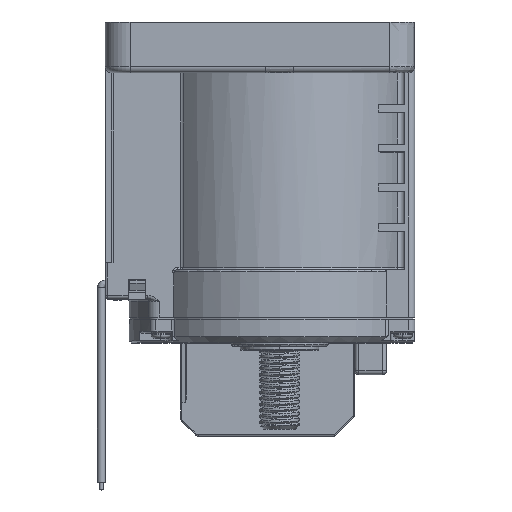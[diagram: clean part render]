
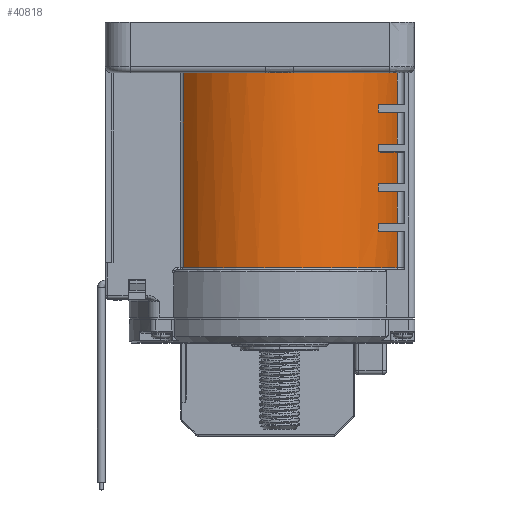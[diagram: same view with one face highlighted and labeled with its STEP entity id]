
A CAD part, top view. The second image highlights one B-rep face of the part: STEP entity #40818.
In plain terms, the highlighted cylindrical face has radius 32 mm (diameter 64 mm), a partial arc.
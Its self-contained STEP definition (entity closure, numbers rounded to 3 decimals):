
#7321=CARTESIAN_POINT('',(0.,54.35,0.));
#7322=DIRECTION('',(0.,1.,0.));
#7323=DIRECTION('',(-0.761,0.,0.648));
#7324=AXIS2_PLACEMENT_3D('',#7321,#7322,#7323);
#8738=DIRECTION('',(0.,1.,0.));
#8739=VECTOR('',#8738,49.2);
#8740=CARTESIAN_POINT('',(-24.359,5.15,20.752));
#8741=LINE('',#8740,#8739);
#8742=DIRECTION('',(0.,-1.,0.));
#8743=VECTOR('',#8742,2.);
#8744=CARTESIAN_POINT('',(24.94,46.35,20.05));
#8745=LINE('',#8744,#8743);
#8746=DIRECTION('',(0.,-1.,0.));
#8747=VECTOR('',#8746,2.);
#8748=CARTESIAN_POINT('',(24.94,36.35,20.05));
#8749=LINE('',#8748,#8747);
#8750=DIRECTION('',(0.,-1.,0.));
#8751=VECTOR('',#8750,2.);
#8752=CARTESIAN_POINT('',(24.94,26.35,20.05));
#8753=LINE('',#8752,#8751);
#8754=DIRECTION('',(0.,-1.,0.));
#8755=VECTOR('',#8754,2.);
#8756=CARTESIAN_POINT('',(24.94,16.35,20.05));
#8757=LINE('',#8756,#8755);
#8768=CARTESIAN_POINT('',(0.,54.35,0.));
#8769=DIRECTION('',(0.,1.,0.));
#8770=DIRECTION('',(0.,0.,1.));
#8771=AXIS2_PLACEMENT_3D('',#8768,#8769,#8770);
#8773=CARTESIAN_POINT('',(0.,54.35,0.));
#8774=DIRECTION('',(0.,1.,0.));
#8775=DIRECTION('',(-0.112,0.,0.994));
#8776=AXIS2_PLACEMENT_3D('',#8773,#8774,#8775);
#8884=CARTESIAN_POINT('',(0.,54.35,0.));
#8885=DIRECTION('',(0.,1.,0.));
#8886=DIRECTION('',(0.112,0.,0.994));
#8887=AXIS2_PLACEMENT_3D('',#8884,#8885,#8886);
#8984=CARTESIAN_POINT('',(0.,5.15,0.));
#8985=DIRECTION('',(0.,-1.,0.));
#8986=DIRECTION('',(0.,0.,1.));
#8987=AXIS2_PLACEMENT_3D('',#8984,#8985,#8986);
#8989=CARTESIAN_POINT('',(0.,5.15,0.));
#8990=DIRECTION('',(0.,-1.,0.));
#8991=DIRECTION('',(0.927,0.,0.374));
#8992=AXIS2_PLACEMENT_3D('',#8989,#8990,#8991);
#9116=DIRECTION('',(0.,-1.,0.));
#9117=VECTOR('',#9116,9.2);
#9118=CARTESIAN_POINT('',(29.673,14.35,11.98));
#9119=LINE('',#9118,#9117);
#9125=CARTESIAN_POINT('',(0.,14.35,0.));
#9126=DIRECTION('',(0.,1.,0.));
#9127=DIRECTION('',(0.779,0.,0.627));
#9128=AXIS2_PLACEMENT_3D('',#9125,#9126,#9127);
#9157=CARTESIAN_POINT('',(0.,16.35,0.));
#9158=DIRECTION('',(0.,1.,0.));
#9159=DIRECTION('',(0.779,0.,0.627));
#9160=AXIS2_PLACEMENT_3D('',#9157,#9158,#9159);
#9167=DIRECTION('',(0.,-1.,0.));
#9168=VECTOR('',#9167,8.);
#9169=CARTESIAN_POINT('',(29.673,24.35,11.98));
#9170=LINE('',#9169,#9168);
#9180=CARTESIAN_POINT('',(0.,24.35,0.));
#9181=DIRECTION('',(0.,1.,0.));
#9182=DIRECTION('',(0.779,0.,0.627));
#9183=AXIS2_PLACEMENT_3D('',#9180,#9181,#9182);
#9215=CARTESIAN_POINT('',(0.,26.35,0.));
#9216=DIRECTION('',(0.,1.,0.));
#9217=DIRECTION('',(0.779,0.,0.627));
#9218=AXIS2_PLACEMENT_3D('',#9215,#9216,#9217);
#9225=DIRECTION('',(0.,-1.,0.));
#9226=VECTOR('',#9225,8.);
#9227=CARTESIAN_POINT('',(29.673,34.35,11.98));
#9228=LINE('',#9227,#9226);
#9238=CARTESIAN_POINT('',(0.,34.35,0.));
#9239=DIRECTION('',(0.,1.,0.));
#9240=DIRECTION('',(0.779,0.,0.627));
#9241=AXIS2_PLACEMENT_3D('',#9238,#9239,#9240);
#9273=CARTESIAN_POINT('',(0.,36.35,0.));
#9274=DIRECTION('',(0.,1.,0.));
#9275=DIRECTION('',(0.779,0.,0.627));
#9276=AXIS2_PLACEMENT_3D('',#9273,#9274,#9275);
#9283=DIRECTION('',(0.,-1.,0.));
#9284=VECTOR('',#9283,8.);
#9285=CARTESIAN_POINT('',(29.673,44.35,11.98));
#9286=LINE('',#9285,#9284);
#9296=CARTESIAN_POINT('',(0.,44.35,0.));
#9297=DIRECTION('',(0.,1.,0.));
#9298=DIRECTION('',(0.779,0.,0.627));
#9299=AXIS2_PLACEMENT_3D('',#9296,#9297,#9298);
#9335=CARTESIAN_POINT('',(0.,46.35,0.));
#9336=DIRECTION('',(0.,1.,0.));
#9337=DIRECTION('',(0.779,0.,0.627));
#9338=AXIS2_PLACEMENT_3D('',#9335,#9336,#9337);
#9345=DIRECTION('',(0.,-1.,0.));
#9346=VECTOR('',#9345,8.);
#9347=CARTESIAN_POINT('',(29.673,54.35,11.98));
#9348=LINE('',#9347,#9346);
#27277=CARTESIAN_POINT('',(-3.572,54.35,
31.8));
#27278=VERTEX_POINT('',#27277);
#27279=CARTESIAN_POINT('',(-24.359,54.35,
20.752));
#27280=VERTEX_POINT('',#27279);
#27615=CARTESIAN_POINT('',(24.94,46.35,20.05));
#27616=VERTEX_POINT('',#27615);
#27617=CARTESIAN_POINT('',(24.94,44.35,20.05));
#27618=VERTEX_POINT('',#27617);
#27623=CARTESIAN_POINT('',(24.94,36.35,20.05));
#27624=VERTEX_POINT('',#27623);
#27625=CARTESIAN_POINT('',(24.94,34.35,20.05));
#27626=VERTEX_POINT('',#27625);
#27631=CARTESIAN_POINT('',(24.94,26.35,20.05));
#27632=VERTEX_POINT('',#27631);
#27633=CARTESIAN_POINT('',(24.94,24.35,20.05));
#27634=VERTEX_POINT('',#27633);
#27639=CARTESIAN_POINT('',(24.94,16.35,20.05));
#27640=VERTEX_POINT('',#27639);
#27641=CARTESIAN_POINT('',(24.94,14.35,20.05));
#27642=VERTEX_POINT('',#27641);
#27674=CARTESIAN_POINT('',(-24.359,5.15,
20.752));
#27675=VERTEX_POINT('',#27674);
#27676=CARTESIAN_POINT('',(0.,54.35,32.));
#27677=VERTEX_POINT('',#27676);
#27678=CARTESIAN_POINT('',(3.572,54.35,31.8));
#27679=VERTEX_POINT('',#27678);
#27680=CARTESIAN_POINT('',(29.673,54.35,11.98));
#27681=VERTEX_POINT('',#27680);
#27682=CARTESIAN_POINT('',(29.673,46.35,11.98));
#27683=VERTEX_POINT('',#27682);
#27684=CARTESIAN_POINT('',(29.673,44.35,11.98));
#27685=VERTEX_POINT('',#27684);
#27686=CARTESIAN_POINT('',(29.673,36.35,11.98));
#27687=VERTEX_POINT('',#27686);
#27688=CARTESIAN_POINT('',(29.673,34.35,11.98));
#27689=VERTEX_POINT('',#27688);
#27690=CARTESIAN_POINT('',(29.673,26.35,11.98));
#27691=VERTEX_POINT('',#27690);
#27692=CARTESIAN_POINT('',(29.673,24.35,11.98));
#27693=VERTEX_POINT('',#27692);
#27694=CARTESIAN_POINT('',(29.673,16.35,11.98));
#27695=VERTEX_POINT('',#27694);
#27696=CARTESIAN_POINT('',(29.673,14.35,11.98));
#27697=VERTEX_POINT('',#27696);
#27698=CARTESIAN_POINT('',(29.673,5.15,11.98));
#27699=VERTEX_POINT('',#27698);
#27700=CARTESIAN_POINT('',(0.,5.15,32.));
#27701=VERTEX_POINT('',#27700);
#40765=CARTESIAN_POINT('',(0.,55.334,0.));
#40766=DIRECTION('',(0.,-1.,0.));
#40767=DIRECTION('',(0.,0.,-1.));
#40768=AXIS2_PLACEMENT_3D('',#40765,#40766,#40767);
#40769=CYLINDRICAL_SURFACE('',#40768,32.);
#40770=ORIENTED_EDGE('',*,*,#40758,.T.);
#40771=ORIENTED_EDGE('',*,*,#38939,.T.);
#40773=ORIENTED_EDGE('',*,*,#40772,.T.);
#40775=ORIENTED_EDGE('',*,*,#40774,.T.);
#40777=ORIENTED_EDGE('',*,*,#40776,.T.);
#40779=ORIENTED_EDGE('',*,*,#40778,.T.);
#40781=ORIENTED_EDGE('',*,*,#40780,.F.);
#40783=ORIENTED_EDGE('',*,*,#40782,.T.);
#40785=ORIENTED_EDGE('',*,*,#40784,.T.);
#40787=ORIENTED_EDGE('',*,*,#40786,.T.);
#40789=ORIENTED_EDGE('',*,*,#40788,.F.);
#40791=ORIENTED_EDGE('',*,*,#40790,.T.);
#40793=ORIENTED_EDGE('',*,*,#40792,.T.);
#40795=ORIENTED_EDGE('',*,*,#40794,.T.);
#40797=ORIENTED_EDGE('',*,*,#40796,.F.);
#40799=ORIENTED_EDGE('',*,*,#40798,.T.);
#40801=ORIENTED_EDGE('',*,*,#40800,.T.);
#40803=ORIENTED_EDGE('',*,*,#40802,.T.);
#40805=ORIENTED_EDGE('',*,*,#40804,.F.);
#40807=ORIENTED_EDGE('',*,*,#40806,.T.);
#40809=ORIENTED_EDGE('',*,*,#40808,.T.);
#40811=ORIENTED_EDGE('',*,*,#40810,.T.);
#40813=ORIENTED_EDGE('',*,*,#40812,.T.);
#40815=ORIENTED_EDGE('',*,*,#40814,.T.);
#40816=EDGE_LOOP('',(#40770,#40771,#40773,#40775,#40777,#40779,#40781,#40783,
#40785,#40787,#40789,#40791,#40793,#40795,#40797,#40799,#40801,#40803,#40805,
#40807,#40809,#40811,#40813,#40815));
#40817=FACE_OUTER_BOUND('',#40816,.F.);
#40818=ADVANCED_FACE('',(#40817),#40769,.T.);
#7325=CIRCLE('',#7324,32.);
#8772=CIRCLE('',#8771,32.);
#8777=CIRCLE('',#8776,32.);
#8888=CIRCLE('',#8887,32.);
#8988=CIRCLE('',#8987,32.);
#8993=CIRCLE('',#8992,32.);
#9129=CIRCLE('',#9128,32.);
#9161=CIRCLE('',#9160,32.);
#9184=CIRCLE('',#9183,32.);
#9219=CIRCLE('',#9218,32.);
#9242=CIRCLE('',#9241,32.);
#9277=CIRCLE('',#9276,32.);
#9300=CIRCLE('',#9299,32.);
#9339=CIRCLE('',#9338,32.);
#38939=EDGE_CURVE('',#27280,#27278,#7325,.T.);
#40758=EDGE_CURVE('',#27675,#27280,#8741,.T.);
#40772=EDGE_CURVE('',#27278,#27677,#8777,.T.);
#40774=EDGE_CURVE('',#27677,#27679,#8772,.T.);
#40776=EDGE_CURVE('',#27679,#27681,#8888,.T.);
#40778=EDGE_CURVE('',#27681,#27683,#9348,.T.);
#40780=EDGE_CURVE('',#27616,#27683,#9339,.T.);
#40782=EDGE_CURVE('',#27616,#27618,#8745,.T.);
#40784=EDGE_CURVE('',#27618,#27685,#9300,.T.);
#40786=EDGE_CURVE('',#27685,#27687,#9286,.T.);
#40788=EDGE_CURVE('',#27624,#27687,#9277,.T.);
#40790=EDGE_CURVE('',#27624,#27626,#8749,.T.);
#40792=EDGE_CURVE('',#27626,#27689,#9242,.T.);
#40794=EDGE_CURVE('',#27689,#27691,#9228,.T.);
#40796=EDGE_CURVE('',#27632,#27691,#9219,.T.);
#40798=EDGE_CURVE('',#27632,#27634,#8753,.T.);
#40800=EDGE_CURVE('',#27634,#27693,#9184,.T.);
#40802=EDGE_CURVE('',#27693,#27695,#9170,.T.);
#40804=EDGE_CURVE('',#27640,#27695,#9161,.T.);
#40806=EDGE_CURVE('',#27640,#27642,#8757,.T.);
#40808=EDGE_CURVE('',#27642,#27697,#9129,.T.);
#40810=EDGE_CURVE('',#27697,#27699,#9119,.T.);
#40812=EDGE_CURVE('',#27699,#27701,#8993,.T.);
#40814=EDGE_CURVE('',#27701,#27675,#8988,.T.);
